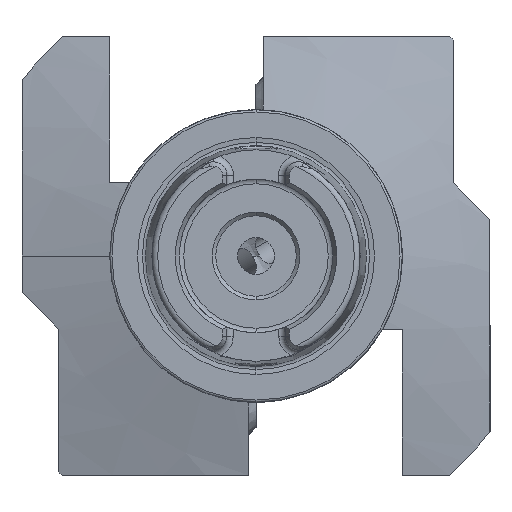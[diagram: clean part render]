
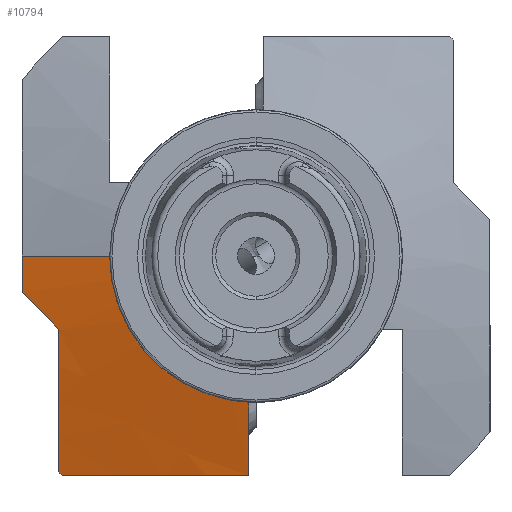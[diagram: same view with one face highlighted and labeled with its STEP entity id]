
A CAD part, left-side view. The second image highlights one B-rep face of the part: STEP entity #10794.
In plain terms, the highlighted conical face has half-angle 75 degrees and reference radius 40 mm.
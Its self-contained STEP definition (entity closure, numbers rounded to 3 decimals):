
#334 = ORIENTED_EDGE ( 'NONE', *, *, #3718, .T. ) ;
#532 = EDGE_CURVE ( 'NONE', #4991, #9733, #9668, .T. ) ;
#650 = CARTESIAN_POINT ( 'NONE',  ( 41.297, 0., 0. ) ) ;
#903 = B_SPLINE_CURVE_WITH_KNOTS ( 'NONE', 3,
 ( #1259, #7471, #6568, #6639 ),
 .UNSPECIFIED., .F., .F.,
 ( 4, 4 ),
 ( 0., 0. ),
 .UNSPECIFIED. ) ;
#979 = CARTESIAN_POINT ( 'NONE',  ( 39.541, 14.818, -30. ) ) ;
#1016 = ORIENTED_EDGE ( 'NONE', *, *, #5262, .T. ) ;
#1072 = CARTESIAN_POINT ( 'NONE',  ( 38.313, 27., -10.207 ) ) ;
#1141 = CARTESIAN_POINT ( 'NONE',  ( 38.313, 27., -10.207 ) ) ;
#1259 = CARTESIAN_POINT ( 'NONE',  ( 38.317, 27.146, -9.854 ) ) ;
#1757 = CARTESIAN_POINT ( 'NONE',  ( 35.199, 17.241, 0. ) ) ;
#2209 = B_SPLINE_CURVE_WITH_KNOTS ( 'NONE', 3,
 ( #11201, #8604, #9767, #5317 ),
 .UNSPECIFIED., .F., .F.,
 ( 4, 4 ),
 ( 0.013, 0.026 ),
 .UNSPECIFIED. ) ;
#2226 = FACE_OUTER_BOUND ( 'NONE', #4928, .T. ) ;
#2389 = CARTESIAN_POINT ( 'NONE',  ( 41.297, 40., 0. ) ) ;
#2436 = CARTESIAN_POINT ( 'NONE',  ( 39.188, 32., -3.337 ) ) ;
#2662 = VERTEX_POINT ( 'NONE', #6616 ) ;
#2776 = ORIENTED_EDGE ( 'NONE', *, *, #5591, .F. ) ;
#2813 = ORIENTED_EDGE ( 'NONE', *, *, #5129, .T. ) ;
#3035 = VERTEX_POINT ( 'NONE', #1141 ) ;
#3109 = CARTESIAN_POINT ( 'NONE',  ( 41.297, 27., -29.513 ) ) ;
#3174 = CARTESIAN_POINT ( 'NONE',  ( 39.153, 32., 0. ) ) ;
#3397 = VERTEX_POINT ( 'NONE', #8747 ) ;
#3458 = CARTESIAN_POINT ( 'NONE',  ( 40.924, 24.354, -30. ) ) ;
#3502 = CARTESIAN_POINT ( 'NONE',  ( 40.101, 19.069, -30. ) ) ;
#3718 = EDGE_CURVE ( 'NONE', #9733, #3397, #8214, .T. ) ;
#3826 = EDGE_CURVE ( 'NONE', #8749, #9303, #2209, .T. ) ;
#3881 = EDGE_CURVE ( 'NONE', #3397, #11244, #6598, .T. ) ;
#4168 = CARTESIAN_POINT ( 'NONE',  ( 39.153, 32., -1.669 ) ) ;
#4292 = ORIENTED_EDGE ( 'NONE', *, *, #10152, .T. ) ;
#4296 = CARTESIAN_POINT ( 'NONE',  ( 41.297, 0., 0. ) ) ;
#4527 = CARTESIAN_POINT ( 'NONE',  ( 40.075, 27., -23.102 ) ) ;
#4587 = CIRCLE ( 'NONE', #11333, 40. ) ;
#4658 = CARTESIAN_POINT ( 'NONE',  ( 38.622, 1., -30. ) ) ;
#4877 = AXIS2_PLACEMENT_3D ( 'NONE', #7732, #6910, #5874 ) ;
#4928 = EDGE_LOOP ( 'NONE', ( #2813, #8478, #334, #11138, #4292, #8082, #2776, #1016, #9437 ) ) ;
#4991 = VERTEX_POINT ( 'NONE', #1757 ) ;
#5129 = EDGE_CURVE ( 'NONE', #9303, #4991, #10178, .T. ) ;
#5262 = EDGE_CURVE ( 'NONE', #2662, #8749, #10379, .T. ) ;
#5305 = CARTESIAN_POINT ( 'NONE',  ( 38.721, 5.246, -30. ) ) ;
#5317 = CARTESIAN_POINT ( 'NONE',  ( 35.199, 1., -17.212 ) ) ;
#5341 = CARTESIAN_POINT ( 'NONE',  ( 39.951, 18.009, -30. ) ) ;
#5430 = DIRECTION ( 'NONE',  ( 0.259, 0.966, 0. ) ) ;
#5591 = EDGE_CURVE ( 'NONE', #2662, #10789, #4587, .T. ) ;
#5874 = DIRECTION ( 'NONE',  ( 0., -1., 0. ) ) ;
#5944 = VECTOR ( 'NONE', #5430, 1000. ) ;
#5959 = CARTESIAN_POINT ( 'NONE',  ( 39.257, 32., -5. ) ) ;
#5965 = CARTESIAN_POINT ( 'NONE',  ( 35.199, 1., -17.212 ) ) ;
#6044 = CONICAL_SURFACE ( 'NONE', #7318, 40., 1.309 ) ;
#6163 = CARTESIAN_POINT ( 'NONE',  ( 39.184, 11.625, -30. ) ) ;
#6568 = CARTESIAN_POINT ( 'NONE',  ( 38.301, 27., -10.075 ) ) ;
#6598 = B_SPLINE_CURVE_WITH_KNOTS ( 'NONE', 3,
 ( #9695, #9728, #8829, #7039 ),
 .UNSPECIFIED., .F., .F.,
 ( 4, 4 ),
 ( 0., 0.007 ),
 .UNSPECIFIED. ) ;
#6616 = CARTESIAN_POINT ( 'NONE',  ( 41.297, 26.458, -30. ) ) ;
#6639 = CARTESIAN_POINT ( 'NONE',  ( 38.313, 27., -10.207 ) ) ;
#6733 = DIRECTION ( 'NONE',  ( 0., 1., 0. ) ) ;
#6910 = DIRECTION ( 'NONE',  ( 1., 0., 0. ) ) ;
#7039 = CARTESIAN_POINT ( 'NONE',  ( 38.317, 27.146, -9.854 ) ) ;
#7095 = CARTESIAN_POINT ( 'NONE',  ( 38.992, 9.497, -30. ) ) ;
#7127 = CARTESIAN_POINT ( 'NONE',  ( 38.62, 27., -13.443 ) ) ;
#7318 = AXIS2_PLACEMENT_3D ( 'NONE', #650, #9287, #6733 ) ;
#7407 = CARTESIAN_POINT ( 'NONE',  ( 38.317, 27.146, -9.854 ) ) ;
#7466 = EDGE_CURVE ( 'NONE', #3035, #10789, #9019, .T. ) ;
#7471 = CARTESIAN_POINT ( 'NONE',  ( 38.302, 27.054, -9.946 ) ) ;
#7732 = CARTESIAN_POINT ( 'NONE',  ( 35.199, 0., 0. ) ) ;
#7743 = CARTESIAN_POINT ( 'NONE',  ( 39.153, 32., 0. ) ) ;
#7801 = CARTESIAN_POINT ( 'NONE',  ( 38.622, 1., -30. ) ) ;
#8013 = CARTESIAN_POINT ( 'NONE',  ( 39.053, 27., -16.668 ) ) ;
#8082 = ORIENTED_EDGE ( 'NONE', *, *, #7466, .T. ) ;
#8086 = CARTESIAN_POINT ( 'NONE',  ( 40.664, 27., -26.313 ) ) ;
#8214 = B_SPLINE_CURVE_WITH_KNOTS ( 'NONE', 3,
 ( #7743, #4168, #2436, #5959 ),
 .UNSPECIFIED., .F., .F.,
 ( 4, 4 ),
 ( 0.098, 0.103 ),
 .UNSPECIFIED. ) ;
#8478 = ORIENTED_EDGE ( 'NONE', *, *, #532, .T. ) ;
#8540 = DIRECTION ( 'NONE',  ( 1., 0., 0. ) ) ;
#8604 = CARTESIAN_POINT ( 'NONE',  ( 37.48, 1., -25.738 ) ) ;
#8747 = CARTESIAN_POINT ( 'NONE',  ( 39.257, 32., -5. ) ) ;
#8749 = VERTEX_POINT ( 'NONE', #4658 ) ;
#8780 = CARTESIAN_POINT ( 'NONE',  ( 39.671, 15.884, -30. ) ) ;
#8829 = CARTESIAN_POINT ( 'NONE',  ( 38.577, 28.769, -8.231 ) ) ;
#9019 = B_SPLINE_CURVE_WITH_KNOTS ( 'NONE', 3,
 ( #1072, #7127, #8013, #4527, #8086, #10679 ),
 .UNSPECIFIED., .F., .F.,
 ( 4, 2, 4 ),
 ( 0.013, 0.023, 0.032 ),
 .UNSPECIFIED. ) ;
#9287 = DIRECTION ( 'NONE',  ( 1., 0., 0. ) ) ;
#9303 = VERTEX_POINT ( 'NONE', #5965 ) ;
#9437 = ORIENTED_EDGE ( 'NONE', *, *, #3826, .T. ) ;
#9668 = LINE ( 'NONE', #2389, #5944 ) ;
#9682 = CARTESIAN_POINT ( 'NONE',  ( 40.575, 22.245, -30. ) ) ;
#9695 = CARTESIAN_POINT ( 'NONE',  ( 39.257, 32., -5. ) ) ;
#9728 = CARTESIAN_POINT ( 'NONE',  ( 38.897, 30.387, -6.613 ) ) ;
#9733 = VERTEX_POINT ( 'NONE', #3174 ) ;
#9767 = CARTESIAN_POINT ( 'NONE',  ( 36.339, 1., -21.475 ) ) ;
#10152 = EDGE_CURVE ( 'NONE', #11244, #3035, #903, .T. ) ;
#10178 = CIRCLE ( 'NONE', #4877, 17.241 ) ;
#10373 = DIRECTION ( 'NONE',  ( 0., 1., 0. ) ) ;
#10379 = B_SPLINE_CURVE_WITH_KNOTS ( 'NONE', 3,
 ( #10618, #3458, #9682, #3502, #5341, #8780, #979, #6163, #7095, #5305, #10463, #7801 ),
 .UNSPECIFIED., .F., .F.,
 ( 4, 2, 2, 2, 2, 4 ),
 ( 0.097, 0.104, 0.107, 0.11, 0.116, 0.123 ),
 .UNSPECIFIED. ) ;
#10463 = CARTESIAN_POINT ( 'NONE',  ( 38.641, 3.122, -30. ) ) ;
#10618 = CARTESIAN_POINT ( 'NONE',  ( 41.297, 26.458, -30. ) ) ;
#10679 = CARTESIAN_POINT ( 'NONE',  ( 41.297, 27., -29.513 ) ) ;
#10789 = VERTEX_POINT ( 'NONE', #3109 ) ;
#10794 = ADVANCED_FACE ( 'NONE', ( #2226 ), #6044, .T. ) ;
#11138 = ORIENTED_EDGE ( 'NONE', *, *, #3881, .T. ) ;
#11201 = CARTESIAN_POINT ( 'NONE',  ( 38.622, 1., -30. ) ) ;
#11244 = VERTEX_POINT ( 'NONE', #7407 ) ;
#11333 = AXIS2_PLACEMENT_3D ( 'NONE', #4296, #8540, #10373 ) ;
